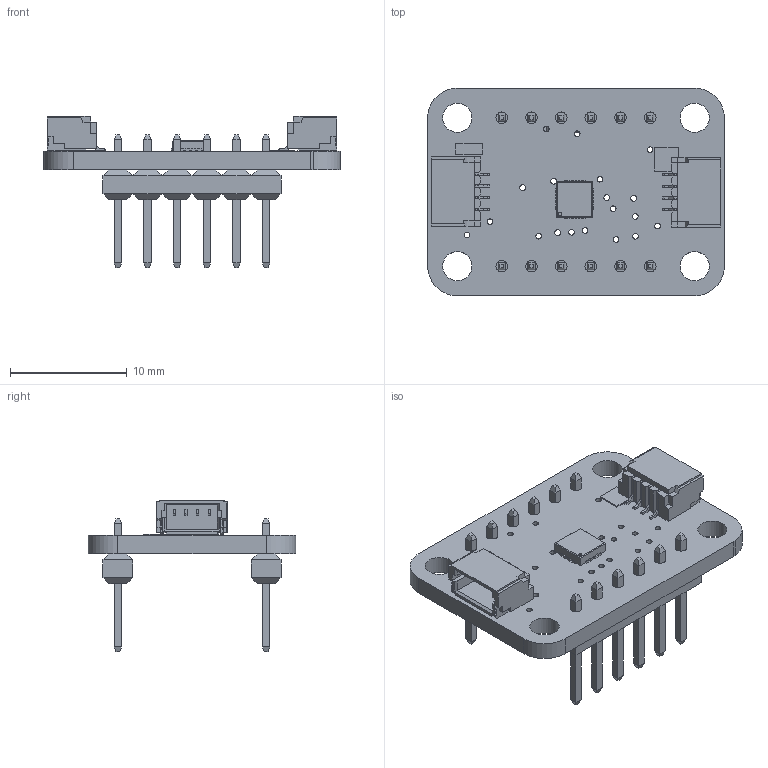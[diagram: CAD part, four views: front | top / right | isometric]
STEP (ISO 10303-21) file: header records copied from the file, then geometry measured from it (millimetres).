
FILE_DESCRIPTION(/* description */ (''),/* implementation_level */ '2;1');
FILE_NAME(/* name */ 'Adafruit MLX90393 QT.step',/* time_stamp */ '2024-04-02T21:15:35+01:00',/* author */ (''),/* organization */ (''),/* preprocessor_version */ 'ST-DEVELOPER v20',/* originating_system */ 'Autodesk Translation Framework v12.20.1.177',/* authorisation */ '');
FILE_SCHEMA (('AUTOMOTIVE_DESIGN { 1 0 10303 214 3 1 1 }'));
Length unit declared in the file: millimetre
Products named in the file (24): Adafruit MLX90393 QT; Board; Packages; 0603-NO; 0805-NO; ADAFRUIT_3.5MM; CHIPLED_0603_NOOUTLINE; FIDUCIAL_1MM; MOUNTINGHOLE_2.5_PLATED; PCBFEAT-REV-040; RESPACK_4X0603_NO; RESPACK_4X0603; SOD-323_MINI; SOLDERJUMPER_ARROW_NOPASTE; SOT23-5; SOT363; STEMMAQT; QFN16_3MM; JST_SH4 (1); qwicc v1; 1X06_ROUND_70; 1X06_ROUND_70 (1); JST_SH4; qwicc v1 (1)
Assembly tree (30 placements, depth 4):
  Adafruit MLX90393 QT
    Board
    Packages
      0603-NO
      0805-NO  x2
      ADAFRUIT_3.5MM
      CHIPLED_0603_NOOUTLINE
      FIDUCIAL_1MM  x2
      MOUNTINGHOLE_2.5_PLATED  x4
      PCBFEAT-REV-040
      RESPACK_4X0603_NO
      RESPACK_4X0603
      SOD-323_MINI
      SOLDERJUMPER_ARROW_NOPASTE  x2
      SOT23-5
      SOT363
      STEMMAQT  x2
      QFN16_3MM
      JST_SH4 (1)
        qwicc v1
      1X06_ROUND_70
      1X06_ROUND_70 (1)
      JST_SH4
        qwicc v1 (1)
Bounding box: 25.4 x 17.78 x 12.98 mm (x, y, z)
Volume: 948.9 mm3; surface area: 2124.1 mm2
Topology: 21 solids, 21 shells, 1002 faces, 2599 edges, 1658 vertices
Faces by surface type: plane 860, cylinder 142
Full cylindrical faces by diameter (mm): 0.3 x1, 0.483 x23, 0.5 x2, 1 x12, 2.5 x4
Entity records: 31058 total; most frequent: CARTESIAN_POINT 5288, ORIENTED_EDGE 5174, DIRECTION 4977, EDGE_CURVE 2587, LINE 2299, VECTOR 2299, VERTEX_POINT 1650, AXIS2_PLACEMENT_3D 1339
